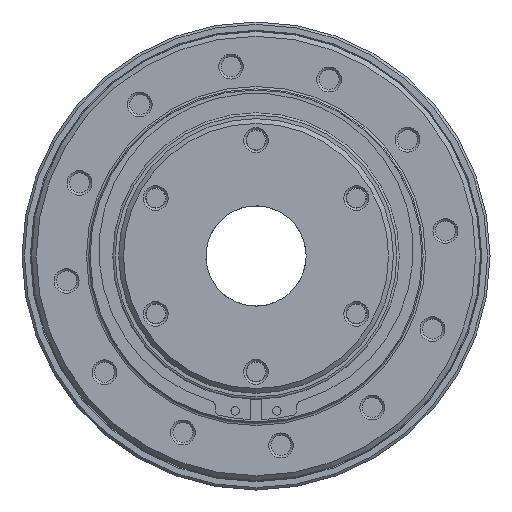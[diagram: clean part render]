
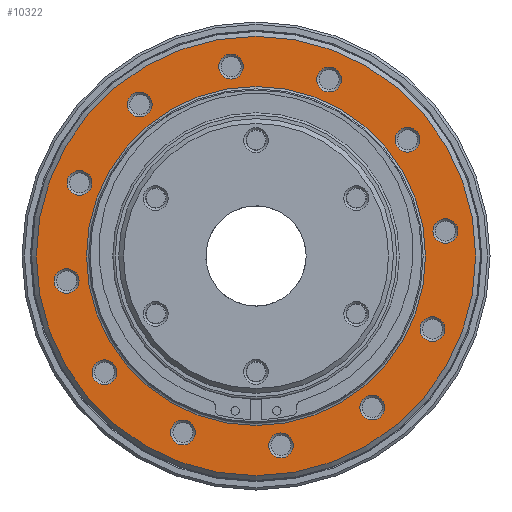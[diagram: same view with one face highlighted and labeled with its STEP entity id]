
A CAD part, left-side view. The second image highlights one B-rep face of the part: STEP entity #10322.
In plain terms, the highlighted planar face has unit normal (-1, 0, 0).
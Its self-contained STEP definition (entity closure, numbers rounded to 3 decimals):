
#1864=PLANE('',#11734);
#2751=ORIENTED_EDGE('',*,*,#5317,.T.);
#2752=ORIENTED_EDGE('',*,*,#5320,.T.);
#2753=ORIENTED_EDGE('',*,*,#5323,.T.);
#2754=ORIENTED_EDGE('',*,*,#5326,.T.);
#2755=ORIENTED_EDGE('',*,*,#5329,.T.);
#2756=ORIENTED_EDGE('',*,*,#5332,.T.);
#2757=ORIENTED_EDGE('',*,*,#5335,.T.);
#2758=ORIENTED_EDGE('',*,*,#5338,.T.);
#2759=ORIENTED_EDGE('',*,*,#5341,.T.);
#2760=ORIENTED_EDGE('',*,*,#5344,.T.);
#2761=ORIENTED_EDGE('',*,*,#5347,.T.);
#2762=ORIENTED_EDGE('',*,*,#5391,.T.);
#2763=ORIENTED_EDGE('',*,*,#5392,.T.);
#2764=ORIENTED_EDGE('',*,*,#5393,.T.);
#5317=EDGE_CURVE('',#6719,#6719,#7756,.F.);
#5320=EDGE_CURVE('',#6722,#6722,#7759,.F.);
#5323=EDGE_CURVE('',#6725,#6725,#7762,.F.);
#5326=EDGE_CURVE('',#6728,#6728,#7765,.F.);
#5329=EDGE_CURVE('',#6731,#6731,#7768,.F.);
#5332=EDGE_CURVE('',#6734,#6734,#7771,.F.);
#5335=EDGE_CURVE('',#6737,#6737,#7774,.F.);
#5338=EDGE_CURVE('',#6740,#6740,#7777,.F.);
#5341=EDGE_CURVE('',#6743,#6743,#7780,.F.);
#5344=EDGE_CURVE('',#6746,#6746,#7783,.F.);
#5347=EDGE_CURVE('',#6749,#6749,#7786,.F.);
#5391=EDGE_CURVE('',#6793,#6793,#7830,.F.);
#5392=EDGE_CURVE('',#6794,#6794,#7831,.T.);
#5393=EDGE_CURVE('',#6795,#6795,#7832,.F.);
#6719=VERTEX_POINT('',#15586);
#6722=VERTEX_POINT('',#15594);
#6725=VERTEX_POINT('',#15602);
#6728=VERTEX_POINT('',#15610);
#6731=VERTEX_POINT('',#15618);
#6734=VERTEX_POINT('',#15626);
#6737=VERTEX_POINT('',#15634);
#6740=VERTEX_POINT('',#15642);
#6743=VERTEX_POINT('',#15650);
#6746=VERTEX_POINT('',#15658);
#6749=VERTEX_POINT('',#15666);
#6793=VERTEX_POINT('',#15758);
#6794=VERTEX_POINT('',#15760);
#6795=VERTEX_POINT('',#15762);
#7756=CIRCLE('',#11637,5.188);
#7759=CIRCLE('',#11642,5.188);
#7762=CIRCLE('',#11647,5.188);
#7765=CIRCLE('',#11652,5.188);
#7768=CIRCLE('',#11657,5.188);
#7771=CIRCLE('',#11662,5.188);
#7774=CIRCLE('',#11667,5.188);
#7777=CIRCLE('',#11672,5.188);
#7780=CIRCLE('',#11677,5.188);
#7783=CIRCLE('',#11682,5.188);
#7786=CIRCLE('',#11687,5.188);
#7830=CIRCLE('',#11735,5.188);
#7831=CIRCLE('',#11736,92.);
#7832=CIRCLE('',#11737,71.);
#8330=EDGE_LOOP('',(#2751));
#8331=EDGE_LOOP('',(#2752));
#8332=EDGE_LOOP('',(#2753));
#8333=EDGE_LOOP('',(#2754));
#8334=EDGE_LOOP('',(#2755));
#8335=EDGE_LOOP('',(#2756));
#8336=EDGE_LOOP('',(#2757));
#8337=EDGE_LOOP('',(#2758));
#8338=EDGE_LOOP('',(#2759));
#8339=EDGE_LOOP('',(#2760));
#8340=EDGE_LOOP('',(#2761));
#8341=EDGE_LOOP('',(#2762));
#8342=EDGE_LOOP('',(#2763));
#8343=EDGE_LOOP('',(#2764));
#9352=FACE_BOUND('',#8330,.T.);
#9353=FACE_BOUND('',#8331,.T.);
#9354=FACE_BOUND('',#8332,.T.);
#9355=FACE_BOUND('',#8333,.T.);
#9356=FACE_BOUND('',#8334,.T.);
#9357=FACE_BOUND('',#8335,.T.);
#9358=FACE_BOUND('',#8336,.T.);
#9359=FACE_BOUND('',#8337,.T.);
#9360=FACE_BOUND('',#8338,.T.);
#9361=FACE_BOUND('',#8339,.T.);
#9362=FACE_BOUND('',#8340,.T.);
#9363=FACE_BOUND('',#8341,.T.);
#9364=FACE_BOUND('',#8342,.T.);
#9365=FACE_BOUND('',#8343,.T.);
#10322=ADVANCED_FACE('',(#9352,#9353,#9354,#9355,#9356,#9357,#9358,#9359,
#9360,#9361,#9362,#9363,#9364,#9365),#1864,.T.);
#11637=AXIS2_PLACEMENT_3D('',#15585,#13011,#13012);
#11642=AXIS2_PLACEMENT_3D('',#15593,#13021,#13022);
#11647=AXIS2_PLACEMENT_3D('',#15601,#13031,#13032);
#11652=AXIS2_PLACEMENT_3D('',#15609,#13041,#13042);
#11657=AXIS2_PLACEMENT_3D('',#15617,#13051,#13052);
#11662=AXIS2_PLACEMENT_3D('',#15625,#13061,#13062);
#11667=AXIS2_PLACEMENT_3D('',#15633,#13071,#13072);
#11672=AXIS2_PLACEMENT_3D('',#15641,#13081,#13082);
#11677=AXIS2_PLACEMENT_3D('',#15649,#13091,#13092);
#11682=AXIS2_PLACEMENT_3D('',#15657,#13101,#13102);
#11687=AXIS2_PLACEMENT_3D('',#15665,#13111,#13112);
#11734=AXIS2_PLACEMENT_3D('',#15756,#13205,#13206);
#11735=AXIS2_PLACEMENT_3D('',#15757,#13207,#13208);
#11736=AXIS2_PLACEMENT_3D('',#15759,#13209,#13210);
#11737=AXIS2_PLACEMENT_3D('',#15761,#13211,#13212);
#13011=DIRECTION('',(-1.,0.,0.));
#13012=DIRECTION('',(0.,0.5,0.866));
#13021=DIRECTION('',(-1.,0.,0.));
#13022=DIRECTION('',(0.,0.866,0.5));
#13031=DIRECTION('',(-1.,0.,0.));
#13032=DIRECTION('',(0.,1.,0.));
#13041=DIRECTION('',(-1.,0.,0.));
#13042=DIRECTION('',(0.,0.866,-0.5));
#13051=DIRECTION('',(-1.,0.,0.));
#13052=DIRECTION('',(0.,0.5,-0.866));
#13061=DIRECTION('',(-1.,0.,0.));
#13062=DIRECTION('',(0.,0.,-1.));
#13071=DIRECTION('',(-1.,0.,0.));
#13072=DIRECTION('',(0.,-0.5,-0.866));
#13081=DIRECTION('',(-1.,0.,0.));
#13082=DIRECTION('',(0.,-0.866,-0.5));
#13091=DIRECTION('',(-1.,0.,0.));
#13092=DIRECTION('',(0.,-1.,0.));
#13101=DIRECTION('',(-1.,0.,0.));
#13102=DIRECTION('',(0.,-0.866,0.5));
#13111=DIRECTION('',(-1.,0.,0.));
#13112=DIRECTION('',(0.,-0.5,0.866));
#13205=DIRECTION('',(-1.,0.,0.));
#13206=DIRECTION('',(0.,0.,1.));
#13207=DIRECTION('',(-1.,0.,0.));
#13208=DIRECTION('',(0.,0.,1.));
#13209=DIRECTION('',(-1.,0.,0.));
#13210=DIRECTION('',(0.,0.,1.));
#13211=DIRECTION('',(-1.,0.,0.));
#13212=DIRECTION('',(0.,0.,1.));
#15585=CARTESIAN_POINT('',(-18.,79.316,-10.442));
#15586=CARTESIAN_POINT('',(-18.,81.91,-5.949));
#15593=CARTESIAN_POINT('',(-18.,63.468,-48.701));
#15594=CARTESIAN_POINT('',(-18.,67.961,-46.107));
#15601=CARTESIAN_POINT('',(-18.,30.615,-73.91));
#15602=CARTESIAN_POINT('',(-18.,35.803,-73.91));
#15609=CARTESIAN_POINT('',(-18.,-10.442,-79.316));
#15610=CARTESIAN_POINT('',(-18.,-5.949,-81.91));
#15617=CARTESIAN_POINT('',(-18.,-48.701,-63.468));
#15618=CARTESIAN_POINT('',(-18.,-46.107,-67.961));
#15625=CARTESIAN_POINT('',(-18.,-73.91,-30.615));
#15626=CARTESIAN_POINT('',(-18.,-73.91,-35.803));
#15633=CARTESIAN_POINT('',(-18.,-79.316,10.442));
#15634=CARTESIAN_POINT('',(-18.,-81.91,5.949));
#15641=CARTESIAN_POINT('',(-18.,-63.468,48.701));
#15642=CARTESIAN_POINT('',(-18.,-67.961,46.107));
#15649=CARTESIAN_POINT('',(-18.,-30.615,73.91));
#15650=CARTESIAN_POINT('',(-18.,-35.803,73.91));
#15657=CARTESIAN_POINT('',(-18.,10.442,79.316));
#15658=CARTESIAN_POINT('',(-18.,5.949,81.91));
#15665=CARTESIAN_POINT('',(-18.,48.701,63.468));
#15666=CARTESIAN_POINT('',(-18.,46.107,67.961));
#15756=CARTESIAN_POINT('',(-18.,0.,70.));
#15757=CARTESIAN_POINT('',(-18.,73.91,30.615));
#15758=CARTESIAN_POINT('',(-18.,73.91,35.803));
#15759=CARTESIAN_POINT('',(-18.,0.,0.));
#15760=CARTESIAN_POINT('',(-18.,0.,92.));
#15761=CARTESIAN_POINT('',(-18.,0.,0.));
#15762=CARTESIAN_POINT('',(-18.,0.,71.));
